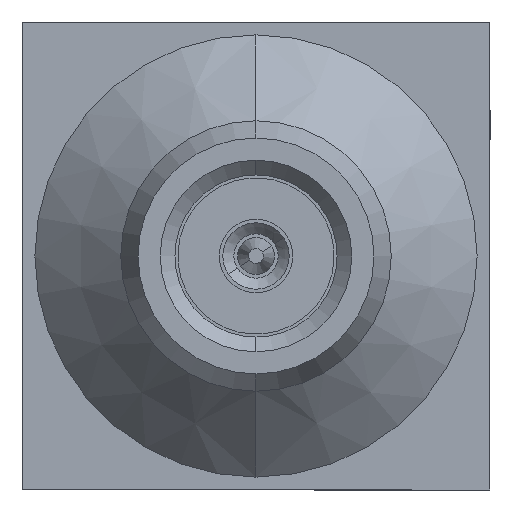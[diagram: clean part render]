
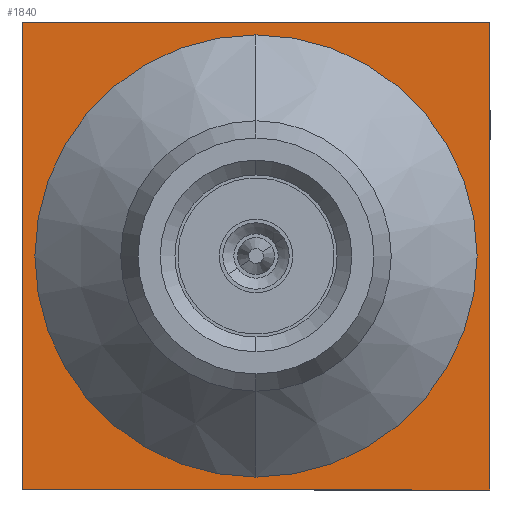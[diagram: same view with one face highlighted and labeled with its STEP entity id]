
A CAD part, left-side view. The second image highlights one B-rep face of the part: STEP entity #1840.
In plain terms, the highlighted planar face has unit normal (-1, 0, 0).
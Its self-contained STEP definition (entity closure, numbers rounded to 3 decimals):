
#23 = AXIS2_PLACEMENT_3D ( 'NONE', #763, #2045, #382 ) ;
#262 = ORIENTED_EDGE ( 'NONE', *, *, #1992, .T. ) ;
#267 = CARTESIAN_POINT ( 'NONE',  ( 13.445, -2.124, -7.176 ) ) ;
#339 = DIRECTION ( 'NONE',  ( 0., 0., -1. ) ) ;
#341 = CARTESIAN_POINT ( 'NONE',  ( 13.445, -5.299, -7.001 ) ) ;
#342 = LINE ( 'NONE', #1808, #2001 ) ;
#382 = DIRECTION ( 'NONE',  ( 0., 0., -1. ) ) ;
#443 = VERTEX_POINT ( 'NONE', #1301 ) ;
#527 = EDGE_LOOP ( 'NONE', ( #2301, #262, #1445, #2332 ) ) ;
#531 = FACE_OUTER_BOUND ( 'NONE', #527, .T. ) ;
#580 = CARTESIAN_POINT ( 'NONE',  ( 13.445, -2.299, -0.826 ) ) ;
#657 = DIRECTION ( 'NONE',  ( 0., 0., -1. ) ) ;
#726 = CARTESIAN_POINT ( 'NONE',  ( 13.445, -5.299, -1.001 ) ) ;
#730 = FACE_BOUND ( 'NONE', #2280, .T. ) ;
#763 = CARTESIAN_POINT ( 'NONE',  ( 13.445, -5.299, -4.001 ) ) ;
#804 = VERTEX_POINT ( 'NONE', #1589 ) ;
#872 = EDGE_CURVE ( 'NONE', #1652, #1705, #2368, .T. ) ;
#890 = DIRECTION ( 'NONE',  ( 0., 0., 1. ) ) ;
#891 = CIRCLE ( 'NONE', #23, 3. ) ;
#900 = EDGE_CURVE ( 'NONE', #443, #804, #2168, .T. ) ;
#939 = VECTOR ( 'NONE', #1769, 1000. ) ;
#997 = CARTESIAN_POINT ( 'NONE',  ( 13.445, -2.124, -0.826 ) ) ;
#1004 = VERTEX_POINT ( 'NONE', #726 ) ;
#1083 = AXIS2_PLACEMENT_3D ( 'NONE', #2003, #2405, #339 ) ;
#1084 = DIRECTION ( 'NONE',  ( 0., -1., 0. ) ) ;
#1135 = ORIENTED_EDGE ( 'NONE', *, *, #2256, .T. ) ;
#1201 = CARTESIAN_POINT ( 'NONE',  ( 13.445, -2.124, -4.001 ) ) ;
#1301 = CARTESIAN_POINT ( 'NONE',  ( 13.445, -8.474, -7.176 ) ) ;
#1309 = DIRECTION ( 'NONE',  ( 0., 1., 0. ) ) ;
#1375 = EDGE_CURVE ( 'NONE', #1705, #443, #342, .T. ) ;
#1445 = ORIENTED_EDGE ( 'NONE', *, *, #872, .T. ) ;
#1515 = ORIENTED_EDGE ( 'NONE', *, *, #2325, .T. ) ;
#1521 = VECTOR ( 'NONE', #657, 1000. ) ;
#1589 = CARTESIAN_POINT ( 'NONE',  ( 13.445, -8.474, -0.826 ) ) ;
#1652 = VERTEX_POINT ( 'NONE', #997 ) ;
#1705 = VERTEX_POINT ( 'NONE', #267 ) ;
#1769 = DIRECTION ( 'NONE',  ( 0., 0., 1. ) ) ;
#1808 = CARTESIAN_POINT ( 'NONE',  ( 13.445, -2.299, -7.176 ) ) ;
#1840 = ADVANCED_FACE ( 'NONE', ( #730, #531 ), #2220, .T. ) ;
#1877 = VERTEX_POINT ( 'NONE', #341 ) ;
#1910 = LINE ( 'NONE', #580, #2294 ) ;
#1949 = CARTESIAN_POINT ( 'NONE',  ( 13.445, -8.474, -4.001 ) ) ;
#1990 = CARTESIAN_POINT ( 'NONE',  ( 13.445, -2.299, -4.001 ) ) ;
#1992 = EDGE_CURVE ( 'NONE', #804, #1652, #1910, .T. ) ;
#2001 = VECTOR ( 'NONE', #1084, 1000. ) ;
#2003 = CARTESIAN_POINT ( 'NONE',  ( 13.445, -5.299, -4.001 ) ) ;
#2045 = DIRECTION ( 'NONE',  ( 1., 0., 0. ) ) ;
#2168 = LINE ( 'NONE', #1949, #939 ) ;
#2176 = DIRECTION ( 'NONE',  ( -1., 0., 0. ) ) ;
#2220 = PLANE ( 'NONE',  #2415 ) ;
#2256 = EDGE_CURVE ( 'NONE', #1004, #1877, #2378, .T. ) ;
#2280 = EDGE_LOOP ( 'NONE', ( #1515, #1135 ) ) ;
#2294 = VECTOR ( 'NONE', #1309, 1000. ) ;
#2301 = ORIENTED_EDGE ( 'NONE', *, *, #900, .T. ) ;
#2325 = EDGE_CURVE ( 'NONE', #1877, #1004, #891, .T. ) ;
#2332 = ORIENTED_EDGE ( 'NONE', *, *, #1375, .T. ) ;
#2368 = LINE ( 'NONE', #1201, #1521 ) ;
#2378 = CIRCLE ( 'NONE', #1083, 3. ) ;
#2405 = DIRECTION ( 'NONE',  ( 1., 0., 0. ) ) ;
#2415 = AXIS2_PLACEMENT_3D ( 'NONE', #1990, #2176, #890 ) ;
